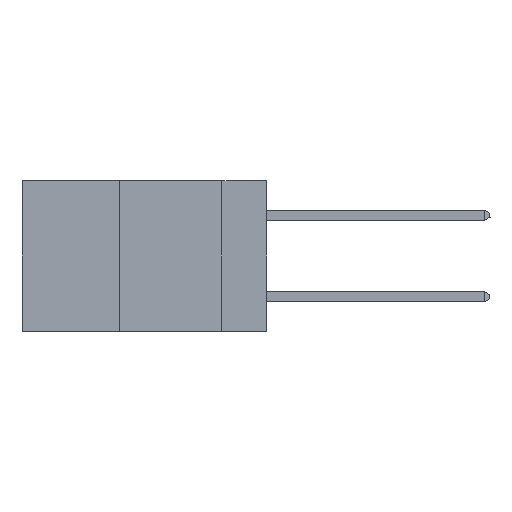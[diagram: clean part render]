
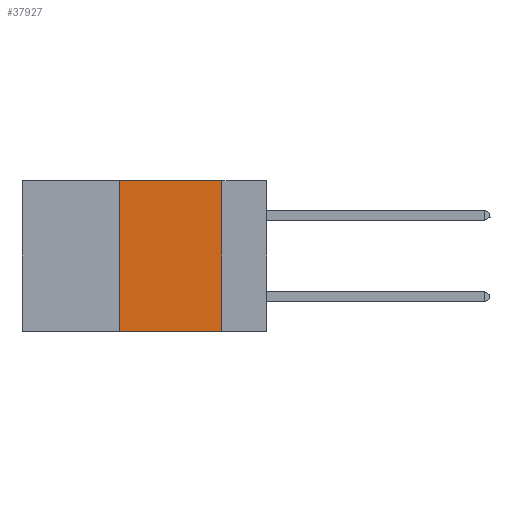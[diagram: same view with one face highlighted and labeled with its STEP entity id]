
A CAD part, left-side view. The second image highlights one B-rep face of the part: STEP entity #37927.
In plain terms, the highlighted planar face has unit normal (-1, 0, 0).
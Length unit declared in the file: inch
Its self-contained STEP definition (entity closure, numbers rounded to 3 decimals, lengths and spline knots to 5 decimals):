
#717 = FACE_OUTER_BOUND ( 'NONE', #5777, .T. ) ;
#826 = VERTEX_POINT ( 'NONE', #7819 ) ;
#1616 = ORIENTED_EDGE ( 'NONE', *, *, #33415, .F. ) ;
#1973 = DIRECTION ( 'NONE',  ( 0., 0., -1. ) ) ;
#3868 = DIRECTION ( 'NONE',  ( 1., 0., 0. ) ) ;
#4425 = LINE ( 'NONE', #16388, #9193 ) ;
#4689 = AXIS2_PLACEMENT_3D ( 'NONE', #16026, #3868, #21904 ) ;
#5239 = VECTOR ( 'NONE', #31245, 39.37008 ) ;
#5777 = EDGE_LOOP ( 'NONE', ( #19091, #1616, #12282, #34868 ) ) ;
#7508 = CARTESIAN_POINT ( 'NONE',  ( 0., 0.6, -0.37 ) ) ;
#7819 = CARTESIAN_POINT ( 'NONE',  ( 0., 0.36, -0.37 ) ) ;
#9193 = VECTOR ( 'NONE', #27780, 39.37008 ) ;
#9291 = LINE ( 'NONE', #7508, #5239 ) ;
#9591 = CARTESIAN_POINT ( 'NONE',  ( 0., 0.11, -0.37 ) ) ;
#11210 = CARTESIAN_POINT ( 'NONE',  ( 0., 0.11, 0. ) ) ;
#12282 = ORIENTED_EDGE ( 'NONE', *, *, #16697, .F. ) ;
#14834 = VERTEX_POINT ( 'NONE', #9591 ) ;
#15115 = VECTOR ( 'NONE', #29694, 39.37008 ) ;
#15259 = VERTEX_POINT ( 'NONE', #21444 ) ;
#16026 = CARTESIAN_POINT ( 'NONE',  ( 0., 0.6, 0. ) ) ;
#16388 = CARTESIAN_POINT ( 'NONE',  ( 0., 0.36, 0. ) ) ;
#16697 = EDGE_CURVE ( 'NONE', #826, #18499, #4425, .T. ) ;
#17279 = LINE ( 'NONE', #11210, #20843 ) ;
#18499 = VERTEX_POINT ( 'NONE', #33702 ) ;
#19091 = ORIENTED_EDGE ( 'NONE', *, *, #23954, .F. ) ;
#20843 = VECTOR ( 'NONE', #1973, 39.37008 ) ;
#21444 = CARTESIAN_POINT ( 'NONE',  ( 0., 0.11, 0. ) ) ;
#21904 = DIRECTION ( 'NONE',  ( 0., 0., -1. ) ) ;
#23954 = EDGE_CURVE ( 'NONE', #15259, #14834, #17279, .T. ) ;
#25138 = EDGE_CURVE ( 'NONE', #826, #14834, #9291, .T. ) ;
#26760 = LINE ( 'NONE', #30273, #15115 ) ;
#27780 = DIRECTION ( 'NONE',  ( 0., 0., 1. ) ) ;
#29694 = DIRECTION ( 'NONE',  ( 0., -1., 0. ) ) ;
#30273 = CARTESIAN_POINT ( 'NONE',  ( 0., 0.6, 0. ) ) ;
#30934 = PLANE ( 'NONE',  #4689 ) ;
#31245 = DIRECTION ( 'NONE',  ( 0., -1., 0. ) ) ;
#33415 = EDGE_CURVE ( 'NONE', #18499, #15259, #26760, .T. ) ;
#33702 = CARTESIAN_POINT ( 'NONE',  ( 0., 0.36, 0. ) ) ;
#34868 = ORIENTED_EDGE ( 'NONE', *, *, #25138, .T. ) ;
#37927 = ADVANCED_FACE ( 'NONE', ( #717 ), #30934, .F. ) ;
